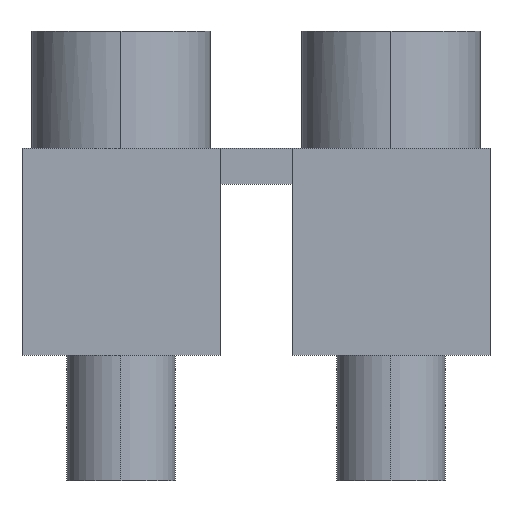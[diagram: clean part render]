
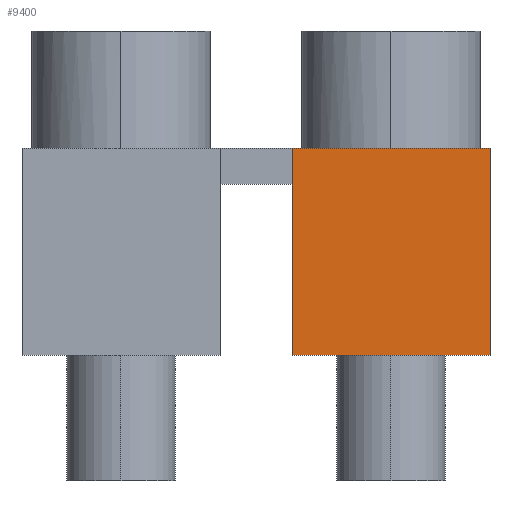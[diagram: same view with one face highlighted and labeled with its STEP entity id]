
A CAD part, front view. The second image highlights one B-rep face of the part: STEP entity #9400.
In plain terms, the highlighted face is planar.
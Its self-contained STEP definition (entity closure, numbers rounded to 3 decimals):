
#4010=CARTESIAN_POINT('',(36.351,45.058,13.));
#4020=VERTEX_POINT('',#4010);
#4050=CARTESIAN_POINT('',(36.351,45.058,7.5));
#4060=DIRECTION('',(0.,0.,-1.));
#4070=VECTOR('',#4060,1.);
#4080=LINE('',#4050,#4070);
#4090=CARTESIAN_POINT('',(36.351,45.058,2.));
#4100=VERTEX_POINT('',#4090);
#4110=EDGE_CURVE('',#4020,#4100,#4080,.T.);
#7880=CARTESIAN_POINT('',(36.351,33.558,2.));
#7890=VERTEX_POINT('',#7880);
#7920=CARTESIAN_POINT('',(36.351,33.558,0.));
#7930=DIRECTION('',(0.,0.,-1.));
#7940=VECTOR('',#7930,1.);
#7950=LINE('',#7920,#7940);
#7960=CARTESIAN_POINT('',(36.351,33.558,13.));
#7970=VERTEX_POINT('',#7960);
#7980=EDGE_CURVE('',#7970,#7890,#7950,.T.);
#8220=CARTESIAN_POINT('',(36.351,0.,2.));
#8230=DIRECTION('',(0.,-1.,0.));
#8240=VECTOR('',#8230,1.);
#8250=LINE('',#8220,#8240);
#8260=EDGE_CURVE('',#4100,#7890,#8250,.T.);
#8950=CARTESIAN_POINT('',(36.351,0.,13.));
#8960=DIRECTION('',(0.,-1.,0.));
#8970=VECTOR('',#8960,1.);
#8980=LINE('',#8950,#8970);
#8990=EDGE_CURVE('',#4020,#7970,#8980,.T.);
#9290=CARTESIAN_POINT('',(36.351,52.685,0.));
#9300=DIRECTION('',(-1.,0.,0.));
#9310=DIRECTION('',(0.,1.,0.));
#9320=AXIS2_PLACEMENT_3D('',#9290,#9300,#9310);
#9330=PLANE('',#9320);
#9340=ORIENTED_EDGE('',*,*,#4110,.T.);
#9350=ORIENTED_EDGE('',*,*,#8990,.F.);
#9360=ORIENTED_EDGE('',*,*,#7980,.F.);
#9370=ORIENTED_EDGE('',*,*,#8260,.T.);
#9380=EDGE_LOOP('',(#9370,#9360,#9350,#9340));
#9390=FACE_OUTER_BOUND('',#9380,.T.);
#9400=ADVANCED_FACE('',(#9390),#9330,.T.);
